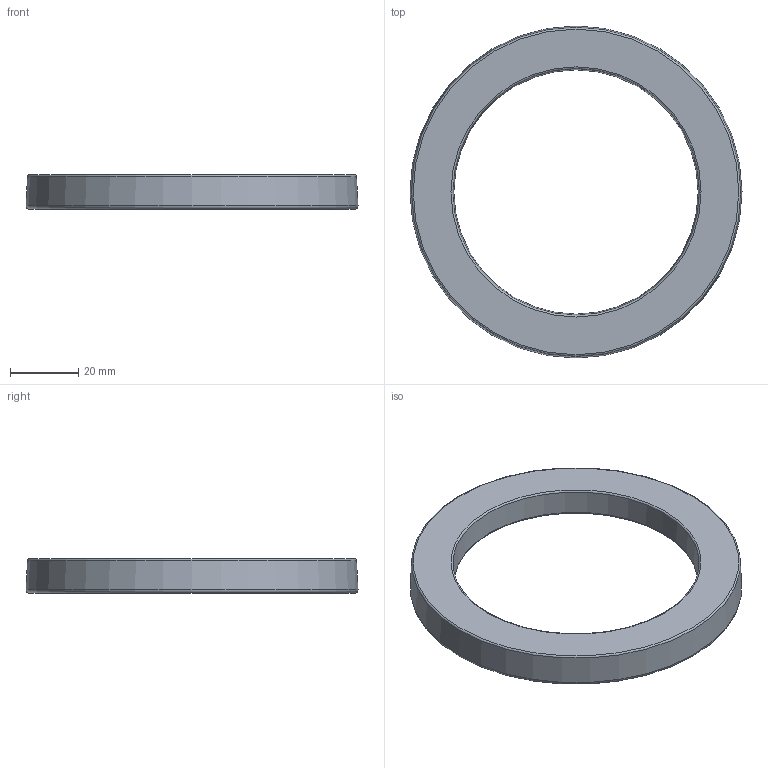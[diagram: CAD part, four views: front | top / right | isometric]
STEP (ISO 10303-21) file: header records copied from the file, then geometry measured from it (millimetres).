
FILE_DESCRIPTION(/* description */ ('KriTec Dämpfungsring D90'),/* implementation_level */ '2;1');
FILE_NAME(/* name */ '81033_KriTec_Daempfungsring_D90_1.stp',/* time_stamp */ '2019-11-22T10:19:39+01:00',/* author */ ('Steiner'),/* organization */ (''),/* preprocessor_version */ 'ST-DEVELOPER v17',/* originating_system */ 'Autodesk Inventor 2018',/* authorisation */ '');
FILE_SCHEMA (('AUTOMOTIVE_DESIGN { 1 0 10303 214 3 1 1 }'));
Length unit declared in the file: millimetre
Products named in the file (1): 81033_KriTec_Daempfungsring_D90_1
Bounding box: 97.28 x 97.28 x 10 mm (x, y, z)
Volume: 23039.1 mm3; surface area: 13678.9 mm2
Topology: 1 solids, 1 shells, 18 faces, 49 edges, 35 vertices
Faces by surface type: torus 8, cone 5, plane 4, cylinder 1
Full cylindrical faces by diameter (mm): 79.5 x1
Entity records: 655 total; most frequent: DIRECTION 130, CARTESIAN_POINT 103, ORIENTED_EDGE 98, AXIS2_PLACEMENT_3D 62, EDGE_CURVE 49, CIRCLE 43, VERTEX_POINT 35, EDGE_LOOP 22
